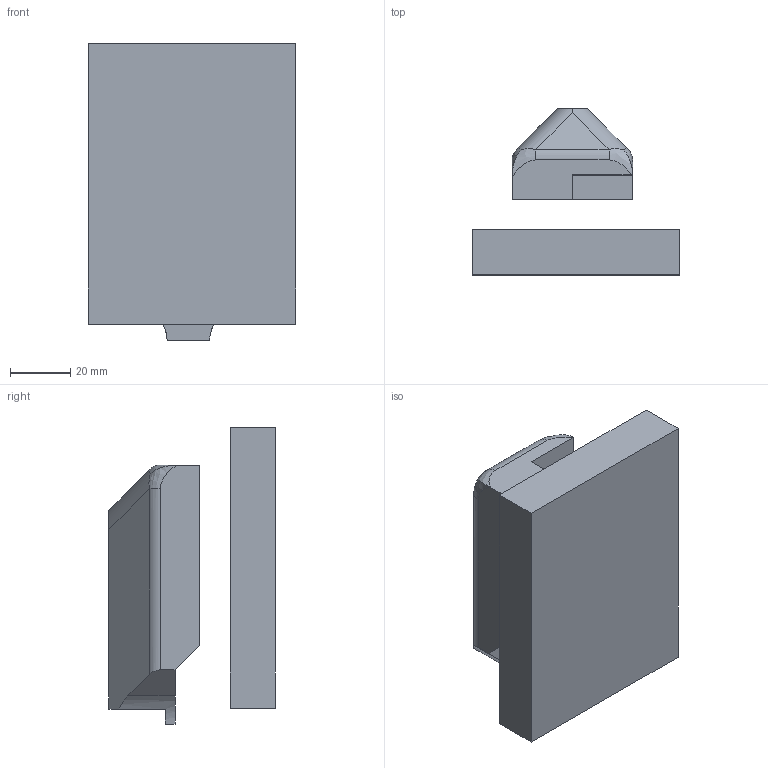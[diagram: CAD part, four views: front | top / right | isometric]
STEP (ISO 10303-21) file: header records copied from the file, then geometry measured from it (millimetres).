
FILE_DESCRIPTION(/* description */ (''),/* implementation_level */ '2;1');
FILE_NAME(/* name */ 'head.step',/* time_stamp */ '2019-02-17T11:21:22-05:00',/* author */ ('sphawes'),/* organization */ (''),/* preprocessor_version */ 'ST-DEVELOPER v17.2',/* originating_system */ 'Autodesk Translation Framework v7.6.0.251',/* authorisation */ '');
FILE_SCHEMA (('AUTOMOTIVE_DESIGN { 1 0 10303 214 3 1 1 }'));
Length unit declared in the file: millimetre
Products named in the file (2): productionFF; Component7
Assembly tree (1 placements, depth 2):
  productionFF
    Component7
Bounding box: 69 x 55.25 x 98.34 mm (x, y, z)
Volume: 151946.3 mm3; surface area: 29480.7 mm2
Topology: 2 solids, 2 shells, 40 faces, 98 edges, 63 vertices
Faces by surface type: plane 28, cylinder 8, bspline 4
Full cylindrical faces by diameter (mm): 9.1 x1
Entity records: 1383 total; most frequent: CARTESIAN_POINT 382, DIRECTION 197, ORIENTED_EDGE 196, EDGE_CURVE 98, LINE 69, VECTOR 69, AXIS2_PLACEMENT_3D 64, VERTEX_POINT 63
